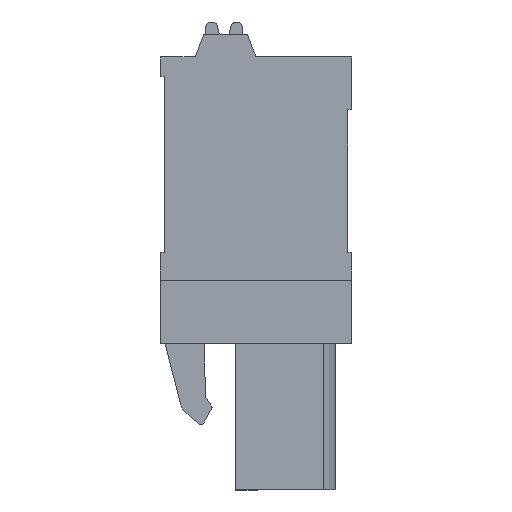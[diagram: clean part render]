
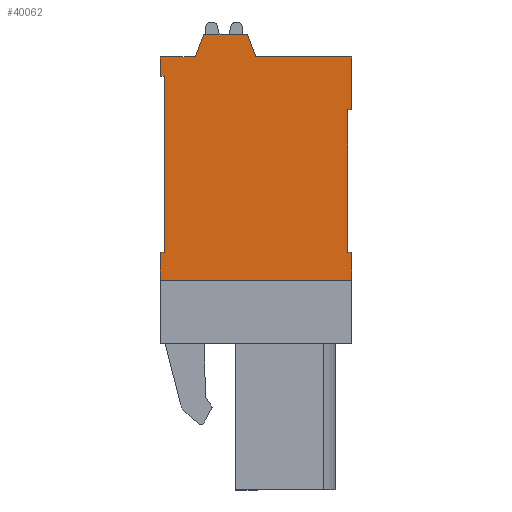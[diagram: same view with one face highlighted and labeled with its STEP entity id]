
A CAD part, left-side view. The second image highlights one B-rep face of the part: STEP entity #40062.
In plain terms, the highlighted planar face has unit normal (-1, 0, 0).
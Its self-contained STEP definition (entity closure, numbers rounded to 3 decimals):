
#3662=ORIENTED_EDGE('',*,*,#13230,.F.);
#3663=ORIENTED_EDGE('',*,*,#14670,.T.);
#3664=ORIENTED_EDGE('',*,*,#13289,.F.);
#3665=ORIENTED_EDGE('',*,*,#14669,.F.);
#3666=ORIENTED_EDGE('',*,*,#14667,.F.);
#3667=ORIENTED_EDGE('',*,*,#14665,.F.);
#3668=ORIENTED_EDGE('',*,*,#14663,.F.);
#3669=ORIENTED_EDGE('',*,*,#12968,.F.);
#3670=ORIENTED_EDGE('',*,*,#14653,.F.);
#3671=ORIENTED_EDGE('',*,*,#14652,.F.);
#3672=ORIENTED_EDGE('',*,*,#14650,.F.);
#3673=ORIENTED_EDGE('',*,*,#13027,.F.);
#3674=ORIENTED_EDGE('',*,*,#14660,.F.);
#3675=ORIENTED_EDGE('',*,*,#14658,.F.);
#3676=ORIENTED_EDGE('',*,*,#14656,.F.);
#3677=ORIENTED_EDGE('',*,*,#14654,.F.);
#12968=EDGE_CURVE('',#18792,#18793,#22681,.T.);
#13027=EDGE_CURVE('',#18850,#18851,#22740,.T.);
#13230=EDGE_CURVE('',#19020,#19021,#22917,.T.);
#13289=EDGE_CURVE('',#19073,#19074,#22976,.T.);
#14650=EDGE_CURVE('',#18851,#20056,#24237,.T.);
#14652=EDGE_CURVE('',#20056,#20057,#24239,.T.);
#14653=EDGE_CURVE('',#20057,#18792,#24240,.T.);
#14654=EDGE_CURVE('',#19021,#20058,#24241,.T.);
#14656=EDGE_CURVE('',#20058,#20059,#24243,.T.);
#14658=EDGE_CURVE('',#20059,#20060,#24245,.T.);
#14660=EDGE_CURVE('',#20060,#18850,#24247,.T.);
#14663=EDGE_CURVE('',#18793,#20061,#24250,.T.);
#14665=EDGE_CURVE('',#20061,#20062,#24252,.T.);
#14667=EDGE_CURVE('',#20062,#20063,#24254,.T.);
#14669=EDGE_CURVE('',#20063,#19073,#24256,.T.);
#14670=EDGE_CURVE('',#19020,#19074,#24257,.T.);
#18792=VERTEX_POINT('',#55764);
#18793=VERTEX_POINT('',#55766);
#18850=VERTEX_POINT('',#55884);
#18851=VERTEX_POINT('',#55886);
#19020=VERTEX_POINT('',#56275);
#19021=VERTEX_POINT('',#56277);
#19073=VERTEX_POINT('',#56389);
#19074=VERTEX_POINT('',#56391);
#20056=VERTEX_POINT('',#59051);
#20057=VERTEX_POINT('',#59055);
#20058=VERTEX_POINT('',#59061);
#20059=VERTEX_POINT('',#59065);
#20060=VERTEX_POINT('',#59069);
#20061=VERTEX_POINT('',#59080);
#20062=VERTEX_POINT('',#59084);
#20063=VERTEX_POINT('',#59088);
#22681=LINE('',#55765,#28104);
#22740=LINE('',#55885,#28163);
#22917=LINE('',#56276,#28340);
#22976=LINE('',#56390,#28399);
#24237=LINE('',#59052,#29660);
#24239=LINE('',#59056,#29662);
#24240=LINE('',#59058,#29663);
#24241=LINE('',#59060,#29664);
#24243=LINE('',#59064,#29666);
#24245=LINE('',#59068,#29668);
#24247=LINE('',#59072,#29670);
#24250=LINE('',#59079,#29673);
#24252=LINE('',#59083,#29675);
#24254=LINE('',#59087,#29677);
#24256=LINE('',#59091,#29679);
#24257=LINE('',#59093,#29680);
#28104=VECTOR('',#44910,1000.);
#28163=VECTOR('',#44975,1000.);
#28340=VECTOR('',#45240,1000.);
#28399=VECTOR('',#45303,1000.);
#29660=VECTOR('',#47400,1000.);
#29662=VECTOR('',#47404,1000.);
#29663=VECTOR('',#47407,1000.);
#29664=VECTOR('',#47410,1000.);
#29666=VECTOR('',#47414,1000.);
#29668=VECTOR('',#47418,1000.);
#29670=VECTOR('',#47422,1000.);
#29673=VECTOR('',#47433,1000.);
#29675=VECTOR('',#47437,1000.);
#29677=VECTOR('',#47441,1000.);
#29679=VECTOR('',#47445,1000.);
#29680=VECTOR('',#47448,1000.);
#33626=EDGE_LOOP('',(#3662,#3663,#3664,#3665,#3666,#3667,#3668,#3669,#3670,
#3671,#3672,#3673,#3674,#3675,#3676,#3677));
#35913=FACE_BOUND('',#33626,.T.);
#38112=PLANE('',#42372);
#40062=ADVANCED_FACE('',(#35913),#38112,.F.);
#42372=AXIS2_PLACEMENT_3D('',#59092,#47446,#47447);
#44910=DIRECTION('',(0.,-1.,0.));
#44975=DIRECTION('',(0.,-1.,0.));
#45240=DIRECTION('',(0.,0.,1.));
#45303=DIRECTION('',(0.,0.,-1.));
#47400=DIRECTION('',(0.,-0.353,0.936));
#47404=DIRECTION('',(0.,-1.,0.));
#47407=DIRECTION('',(0.,-0.353,-0.936));
#47410=DIRECTION('',(0.,-1.,0.));
#47414=DIRECTION('',(0.,0.,1.));
#47418=DIRECTION('',(0.,1.,0.));
#47422=DIRECTION('',(0.,0.,1.));
#47433=DIRECTION('',(0.,0.,-1.));
#47437=DIRECTION('',(0.,1.,0.));
#47441=DIRECTION('',(0.,0.,-1.));
#47445=DIRECTION('',(0.,-1.,0.));
#47446=DIRECTION('',(1.,0.,0.));
#47447=DIRECTION('',(0.,0.,-1.));
#47448=DIRECTION('',(0.,-1.,0.));
#55764=CARTESIAN_POINT('',(-27.94,0.01,7.14));
#55765=CARTESIAN_POINT('',(-27.94,0.01,7.14));
#55766=CARTESIAN_POINT('',(-27.94,-5.5,7.14));
#55884=CARTESIAN_POINT('',(-27.94,5.5,7.14));
#55885=CARTESIAN_POINT('',(-27.94,5.5,7.14));
#55886=CARTESIAN_POINT('',(-27.94,3.49,7.14));
#56275=CARTESIAN_POINT('',(-27.94,5.5,-5.7));
#56276=CARTESIAN_POINT('',(-27.94,5.5,-8.6));
#56277=CARTESIAN_POINT('',(-27.94,5.5,-4.1));
#56389=CARTESIAN_POINT('',(-27.94,-5.5,-4.1));
#56390=CARTESIAN_POINT('',(-27.94,-5.5,-4.1));
#56391=CARTESIAN_POINT('',(-27.94,-5.5,-5.7));
#59051=CARTESIAN_POINT('',(-27.94,3.,8.44));
#59052=CARTESIAN_POINT('',(-27.94,3.,8.44));
#59055=CARTESIAN_POINT('',(-27.94,0.5,8.44));
#59056=CARTESIAN_POINT('',(-27.94,0.5,8.44));
#59058=CARTESIAN_POINT('',(-27.94,0.01,7.14));
#59060=CARTESIAN_POINT('',(-27.94,5.5,-4.1));
#59061=CARTESIAN_POINT('',(-27.94,5.27,-4.1));
#59064=CARTESIAN_POINT('',(-27.94,5.27,-4.1));
#59065=CARTESIAN_POINT('',(-27.94,5.27,6.04));
#59068=CARTESIAN_POINT('',(-27.94,5.27,6.04));
#59069=CARTESIAN_POINT('',(-27.94,5.5,6.04));
#59072=CARTESIAN_POINT('',(-27.94,5.5,6.04));
#59079=CARTESIAN_POINT('',(-27.94,-5.5,7.14));
#59080=CARTESIAN_POINT('',(-27.94,-5.5,4.1));
#59083=CARTESIAN_POINT('',(-27.94,-5.5,4.1));
#59084=CARTESIAN_POINT('',(-27.94,-5.27,4.1));
#59087=CARTESIAN_POINT('',(-27.94,-5.27,4.1));
#59088=CARTESIAN_POINT('',(-27.94,-5.27,-4.1));
#59091=CARTESIAN_POINT('',(-27.94,-5.27,-4.1));
#59092=CARTESIAN_POINT('',(-27.94,0.,0.));
#59093=CARTESIAN_POINT('',(-27.94,5.5,-5.7));
